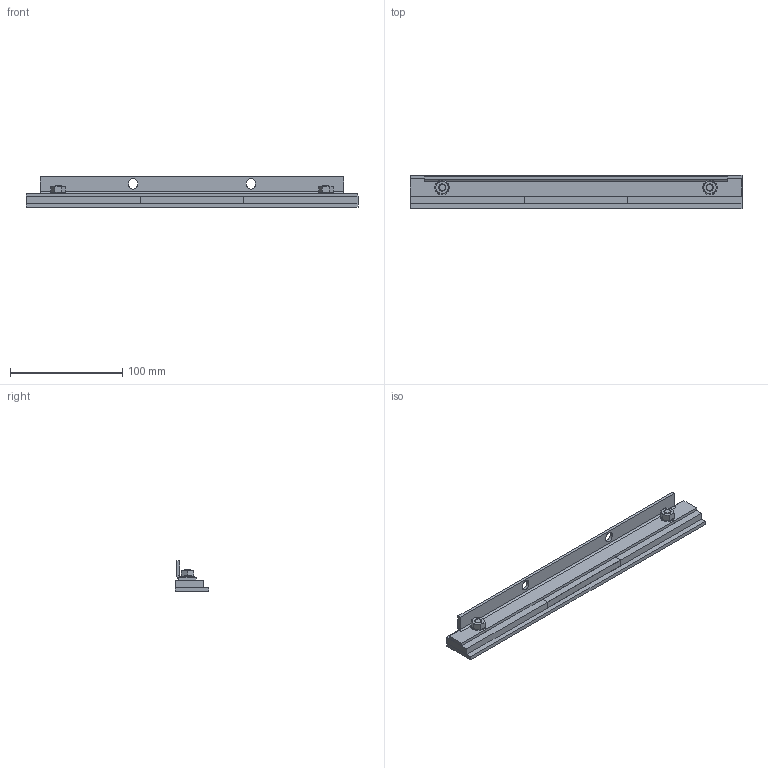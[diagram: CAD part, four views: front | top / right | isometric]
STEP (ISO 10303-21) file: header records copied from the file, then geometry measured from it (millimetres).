
FILE_DESCRIPTION(/* description */ ('LJW, WW FITTING, ASP, BOTTOM PLATE, 12"'),/* implementation_level */ '2;1');
FILE_NAME(/* name */ 'LJW126ASP.stp',/* time_stamp */ '2017-03-17T17:40:48+05:00',/* author */ ('mgunasekar'),/* organization */ (''),/* preprocessor_version */ 'ST-DEVELOPER v16.1',/* originating_system */ 'Autodesk Inventor 2016',/* authorisation */ '');
FILE_SCHEMA (('AUTOMOTIVE_DESIGN { 1 0 10303 214 3 1 1 }'));
Length unit declared in the file: inch
Products named in the file (6): LJW126ASPBTMP; LJW126ASPTOPP; HFW314177; 316108; 34920; LJW126ASP
Assembly tree (8 placements, depth 2):
  LJW126ASP
    LJW126ASPBTMP
    LJW126ASPTOPP
    HFW314177  x2
    316108  x2
    34920  x2
Bounding box: 295.27 x 30.16 x 27.22 mm (x, y, z)
Volume: 114145.3 mm3; surface area: 67144 mm2
Topology: 10 solids, 10 shells, 540 faces, 1484 edges, 976 vertices
Faces by surface type: plane 302, cylinder 190, cone 34, torus 14
Full cylindrical faces by diameter (mm): 4.825 x10, 6.35 x6, 7.112 x2, 7.325 x2, 7.938 x2, 8.382 x2, 8.509 x2, 8.56 x2, 9.525 x2, 9.652 x2, 12.7 x4
Entity records: 9352 total; most frequent: CARTESIAN_POINT 1848, DIRECTION 1570, ORIENTED_EDGE 1468, EDGE_CURVE 734, AXIS2_PLACEMENT_3D 552, VERTEX_POINT 506, LINE 466, VECTOR 466
